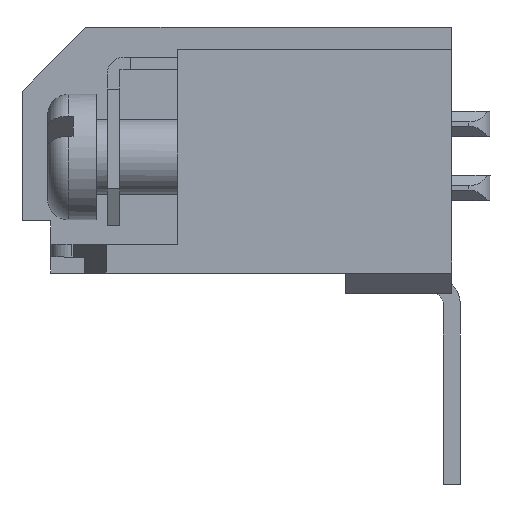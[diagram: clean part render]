
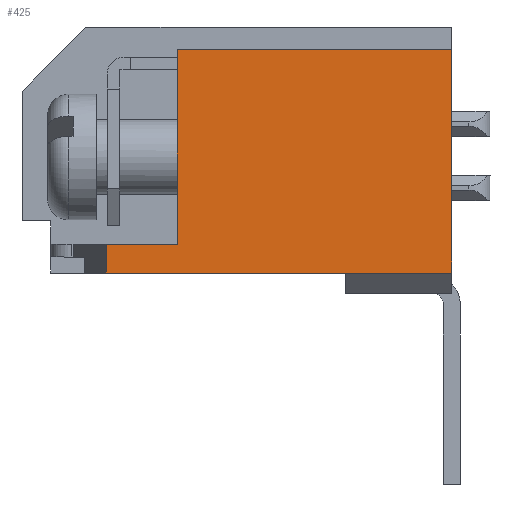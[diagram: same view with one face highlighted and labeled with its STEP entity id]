
A CAD part, left-side view. The second image highlights one B-rep face of the part: STEP entity #425.
In plain terms, the highlighted planar face has unit normal (-1, 0, 0).
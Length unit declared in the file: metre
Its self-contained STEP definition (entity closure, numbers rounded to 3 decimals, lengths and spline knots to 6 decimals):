
#425=ADVANCED_FACE('',(#1111),#1112,.T.);
#1111=FACE_OUTER_BOUND('',#2067,.T.);
#1112=PLANE('',#2068);
#2067=EDGE_LOOP('',(#3362,#3363,#3364,#3365,#3366,#3367,#3368));
#2068=AXIS2_PLACEMENT_3D('',#3369,#3370,#3371);
#3362=ORIENTED_EDGE('',*,*,#6291,.T.);
#3363=ORIENTED_EDGE('',*,*,#6292,.T.);
#3364=ORIENTED_EDGE('',*,*,#6293,.T.);
#3365=ORIENTED_EDGE('',*,*,#6099,.F.);
#3366=ORIENTED_EDGE('',*,*,#6294,.F.);
#3367=ORIENTED_EDGE('',*,*,#6295,.T.);
#3368=ORIENTED_EDGE('',*,*,#6296,.F.);
#3369=CARTESIAN_POINT('',(-0.00185,0.0152,0.00105));
#3370=DIRECTION('',(-1.0,0.,0.));
#3371=DIRECTION('',(0.,0.0,1.0));
#6099=EDGE_CURVE('',#7372,#7363,#7374,.T.);
#6291=EDGE_CURVE('',#7719,#7720,#7721,.T.);
#6292=EDGE_CURVE('',#7720,#7722,#7723,.T.);
#6293=EDGE_CURVE('',#7722,#7363,#7724,.T.);
#6294=EDGE_CURVE('',#7725,#7372,#7726,.T.);
#6295=EDGE_CURVE('',#7725,#7727,#7728,.T.);
#6296=EDGE_CURVE('',#7719,#7727,#7729,.T.);
#7363=VERTEX_POINT('',#9222);
#7372=VERTEX_POINT('',#9235);
#7374=LINE('',#9238,#9239);
#7719=VERTEX_POINT('',#9765);
#7720=VERTEX_POINT('',#9766);
#7721=LINE('',#9767,#9768);
#7722=VERTEX_POINT('',#9769);
#7723=LINE('',#9770,#9771);
#7724=LINE('',#9772,#9773);
#7725=VERTEX_POINT('',#9774);
#7726=LINE('',#9775,#9776);
#7727=VERTEX_POINT('',#9777);
#7728=LINE('',#9778,#9779);
#7729=LINE('',#9780,#9781);
#9222=CARTESIAN_POINT('',(-0.00185,0.01625,-0.00915));
#9235=CARTESIAN_POINT('',(-0.00185,0.01625,-0.0105));
#9238=CARTESIAN_POINT('',(-0.00185,0.01625,0.00105));
#9239=VECTOR('',#11962,1.0);
#9765=CARTESIAN_POINT('',(-0.00185,0.,0.0));
#9766=CARTESIAN_POINT('',(-0.00185,0.0129,0.));
#9767=CARTESIAN_POINT('',(-0.00185,0.0129,0.));
#9768=VECTOR('',#12142,1.0);
#9769=CARTESIAN_POINT('',(-0.00185,0.0129,-0.00915));
#9770=CARTESIAN_POINT('',(-0.00185,0.0129,0.00105));
#9771=VECTOR('',#12143,1.0);
#9772=CARTESIAN_POINT('',(-0.00185,0.0152,-0.00915));
#9773=VECTOR('',#12144,1.0);
#9774=CARTESIAN_POINT('',(-0.00185,0.005,-0.0105));
#9775=CARTESIAN_POINT('',(-0.00185,0.0152,-0.0105));
#9776=VECTOR('',#12145,1.0);
#9777=CARTESIAN_POINT('',(-0.00185,0.,-0.0105));
#9778=CARTESIAN_POINT('',(-0.00185,0.0167,-0.0105));
#9779=VECTOR('',#12146,1.0);
#9780=CARTESIAN_POINT('',(-0.00185,0.,0.00105));
#9781=VECTOR('',#12147,1.0);
#11962=DIRECTION('',(0.,0.,1.0));
#12142=DIRECTION('',(0.,1.0,0.));
#12143=DIRECTION('',(0.,0.,-1.0));
#12144=DIRECTION('',(0.,1.0,0.));
#12145=DIRECTION('',(0.,1.0,0.));
#12146=DIRECTION('',(0.,-1.0,0.));
#12147=DIRECTION('',(0.,0.,-1.0));
